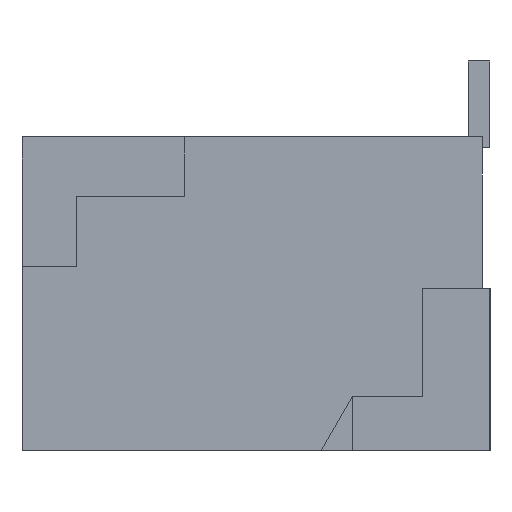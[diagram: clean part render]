
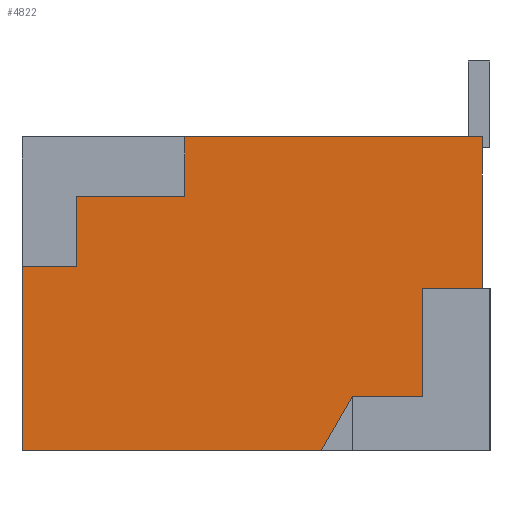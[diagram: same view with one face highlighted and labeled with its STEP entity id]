
A CAD part, left-side view. The second image highlights one B-rep face of the part: STEP entity #4822.
In plain terms, the highlighted planar face has unit normal (-1, 0, 0).
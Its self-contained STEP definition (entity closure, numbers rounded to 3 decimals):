
#21 = DIRECTION ( 'NONE',  ( 0., 0., 1. ) ) ;
#109 = ORIENTED_EDGE ( 'NONE', *, *, #2429, .T. ) ;
#110 = CARTESIAN_POINT ( 'NONE',  ( -4., 4.32, 1.45 ) ) ;
#164 = LINE ( 'NONE', #1452, #1324 ) ;
#207 = CARTESIAN_POINT ( 'NONE',  ( -4., 3.82, 0.9 ) ) ;
#247 = ORIENTED_EDGE ( 'NONE', *, *, #2071, .T. ) ;
#300 = CARTESIAN_POINT ( 'NONE',  ( -4., 0.62, -0.95 ) ) ;
#316 = CARTESIAN_POINT ( 'NONE',  ( -4., 0.07, 1.45 ) ) ;
#400 = CARTESIAN_POINT ( 'NONE',  ( -4., 1.559, -1.45 ) ) ;
#426 = CARTESIAN_POINT ( 'NONE',  ( -4., 3.82, 0.25 ) ) ;
#552 = VERTEX_POINT ( 'NONE', #778 ) ;
#572 = CARTESIAN_POINT ( 'NONE',  ( -4., 4.32, 0.25 ) ) ;
#726 = LINE ( 'NONE', #2096, #3374 ) ;
#727 = VECTOR ( 'NONE', #4398, 1000. ) ;
#764 = CARTESIAN_POINT ( 'NONE',  ( -4., 4.32, 1.45 ) ) ;
#778 = CARTESIAN_POINT ( 'NONE',  ( -4., 1.27, -0.95 ) ) ;
#827 = ORIENTED_EDGE ( 'NONE', *, *, #1894, .T. ) ;
#877 = LINE ( 'NONE', #2322, #3227 ) ;
#916 = CARTESIAN_POINT ( 'NONE',  ( -4., 0.62, 0.05 ) ) ;
#953 = ORIENTED_EDGE ( 'NONE', *, *, #3991, .F. ) ;
#968 = CARTESIAN_POINT ( 'NONE',  ( -4., 2.82, 1.45 ) ) ;
#976 = EDGE_CURVE ( 'NONE', #3188, #2217, #3346, .T. ) ;
#1031 = EDGE_CURVE ( 'NONE', #3188, #2562, #877, .T. ) ;
#1056 = VECTOR ( 'NONE', #2564, 1000. ) ;
#1090 = CARTESIAN_POINT ( 'NONE',  ( -4., 4.32, 1.45 ) ) ;
#1118 = ORIENTED_EDGE ( 'NONE', *, *, #2757, .T. ) ;
#1204 = VERTEX_POINT ( 'NONE', #4380 ) ;
#1233 = DIRECTION ( 'NONE',  ( 0., 1., 0. ) ) ;
#1252 = LINE ( 'NONE', #2772, #727 ) ;
#1284 = VECTOR ( 'NONE', #2376, 1000. ) ;
#1324 = VECTOR ( 'NONE', #3010, 1000. ) ;
#1326 = VECTOR ( 'NONE', #1233, 1000. ) ;
#1364 = VERTEX_POINT ( 'NONE', #300 ) ;
#1404 = DIRECTION ( 'NONE',  ( 0., 0., 1. ) ) ;
#1452 = CARTESIAN_POINT ( 'NONE',  ( -4., 2.82, 0.9 ) ) ;
#1499 = DIRECTION ( 'NONE',  ( 0., 1., 0. ) ) ;
#1580 = LINE ( 'NONE', #3165, #2764 ) ;
#1604 = VERTEX_POINT ( 'NONE', #4337 ) ;
#1660 = LINE ( 'NONE', #3257, #1833 ) ;
#1718 = DIRECTION ( 'NONE',  ( 0., 0., -1. ) ) ;
#1747 = ORIENTED_EDGE ( 'NONE', *, *, #1885, .T. ) ;
#1783 = ORIENTED_EDGE ( 'NONE', *, *, #2821, .T. ) ;
#1833 = VECTOR ( 'NONE', #21, 1000. ) ;
#1885 = EDGE_CURVE ( 'NONE', #2416, #1204, #1580, .T. ) ;
#1890 = CARTESIAN_POINT ( 'NONE',  ( -4., 2.82, 0.9 ) ) ;
#1894 = EDGE_CURVE ( 'NONE', #2562, #552, #1252, .T. ) ;
#1910 = ORIENTED_EDGE ( 'NONE', *, *, #1031, .T. ) ;
#1911 = VERTEX_POINT ( 'NONE', #316 ) ;
#1977 = VERTEX_POINT ( 'NONE', #968 ) ;
#2071 = EDGE_CURVE ( 'NONE', #1604, #3176, #3710, .T. ) ;
#2096 = CARTESIAN_POINT ( 'NONE',  ( -4., 0.62, -0.95 ) ) ;
#2146 = DIRECTION ( 'NONE',  ( 1., 0., 0. ) ) ;
#2172 = CARTESIAN_POINT ( 'NONE',  ( -4., 3.82, 0.25 ) ) ;
#2217 = VERTEX_POINT ( 'NONE', #572 ) ;
#2322 = CARTESIAN_POINT ( 'NONE',  ( -4., 4.32, -1.45 ) ) ;
#2341 = ORIENTED_EDGE ( 'NONE', *, *, #3956, .T. ) ;
#2376 = DIRECTION ( 'NONE',  ( 0., 0., 1. ) ) ;
#2416 = VERTEX_POINT ( 'NONE', #3813 ) ;
#2429 = EDGE_CURVE ( 'NONE', #1977, #4481, #164, .T. ) ;
#2545 = FACE_OUTER_BOUND ( 'NONE', #4277, .T. ) ;
#2562 = VERTEX_POINT ( 'NONE', #400 ) ;
#2564 = DIRECTION ( 'NONE',  ( 0., -1., 0. ) ) ;
#2594 = CARTESIAN_POINT ( 'NONE',  ( -4., 4.32, -1.45 ) ) ;
#2757 = EDGE_CURVE ( 'NONE', #4481, #1604, #3459, .T. ) ;
#2764 = VECTOR ( 'NONE', #4851, 1000. ) ;
#2772 = CARTESIAN_POINT ( 'NONE',  ( -4., 1.27, -0.95 ) ) ;
#2821 = EDGE_CURVE ( 'NONE', #1364, #2416, #4381, .T. ) ;
#3010 = DIRECTION ( 'NONE',  ( 0., 0., -1. ) ) ;
#3128 = AXIS2_PLACEMENT_3D ( 'NONE', #764, #2146, #3753 ) ;
#3132 = LINE ( 'NONE', #4819, #1326 ) ;
#3165 = CARTESIAN_POINT ( 'NONE',  ( -4., 0.07, 0.05 ) ) ;
#3176 = VERTEX_POINT ( 'NONE', #2172 ) ;
#3188 = VERTEX_POINT ( 'NONE', #2594 ) ;
#3227 = VECTOR ( 'NONE', #3926, 1000. ) ;
#3257 = CARTESIAN_POINT ( 'NONE',  ( -4., 0.07, 1.45 ) ) ;
#3346 = LINE ( 'NONE', #110, #3489 ) ;
#3374 = VECTOR ( 'NONE', #3700, 1000. ) ;
#3459 = LINE ( 'NONE', #207, #3993 ) ;
#3489 = VECTOR ( 'NONE', #1404, 1000. ) ;
#3580 = ORIENTED_EDGE ( 'NONE', *, *, #4787, .T. ) ;
#3700 = DIRECTION ( 'NONE',  ( 0., -1., 0. ) ) ;
#3710 = LINE ( 'NONE', #426, #4283 ) ;
#3753 = DIRECTION ( 'NONE',  ( 0., 0., -1. ) ) ;
#3813 = CARTESIAN_POINT ( 'NONE',  ( -4., 0.62, 0.05 ) ) ;
#3926 = DIRECTION ( 'NONE',  ( 0., -1., 0. ) ) ;
#3956 = EDGE_CURVE ( 'NONE', #1204, #1911, #1660, .T. ) ;
#3991 = EDGE_CURVE ( 'NONE', #1977, #1911, #4616, .T. ) ;
#3993 = VECTOR ( 'NONE', #1499, 1000. ) ;
#4153 = PLANE ( 'NONE',  #3128 ) ;
#4277 = EDGE_LOOP ( 'NONE', ( #827, #3580, #1783, #1747, #2341, #953, #109, #1118, #247, #4659, #4521, #1910 ) ) ;
#4283 = VECTOR ( 'NONE', #1718, 1000. ) ;
#4310 = EDGE_CURVE ( 'NONE', #3176, #2217, #3132, .T. ) ;
#4337 = CARTESIAN_POINT ( 'NONE',  ( -4., 3.82, 0.9 ) ) ;
#4380 = CARTESIAN_POINT ( 'NONE',  ( -4., 0.07, 0.05 ) ) ;
#4381 = LINE ( 'NONE', #916, #1284 ) ;
#4398 = DIRECTION ( 'NONE',  ( 0., -0.5, 0.866 ) ) ;
#4481 = VERTEX_POINT ( 'NONE', #1890 ) ;
#4521 = ORIENTED_EDGE ( 'NONE', *, *, #976, .F. ) ;
#4616 = LINE ( 'NONE', #1090, #1056 ) ;
#4659 = ORIENTED_EDGE ( 'NONE', *, *, #4310, .T. ) ;
#4787 = EDGE_CURVE ( 'NONE', #552, #1364, #726, .T. ) ;
#4819 = CARTESIAN_POINT ( 'NONE',  ( -4., 4.32, 0.25 ) ) ;
#4822 = ADVANCED_FACE ( 'NONE', ( #2545 ), #4153, .F. ) ;
#4851 = DIRECTION ( 'NONE',  ( 0., -1., 0. ) ) ;
